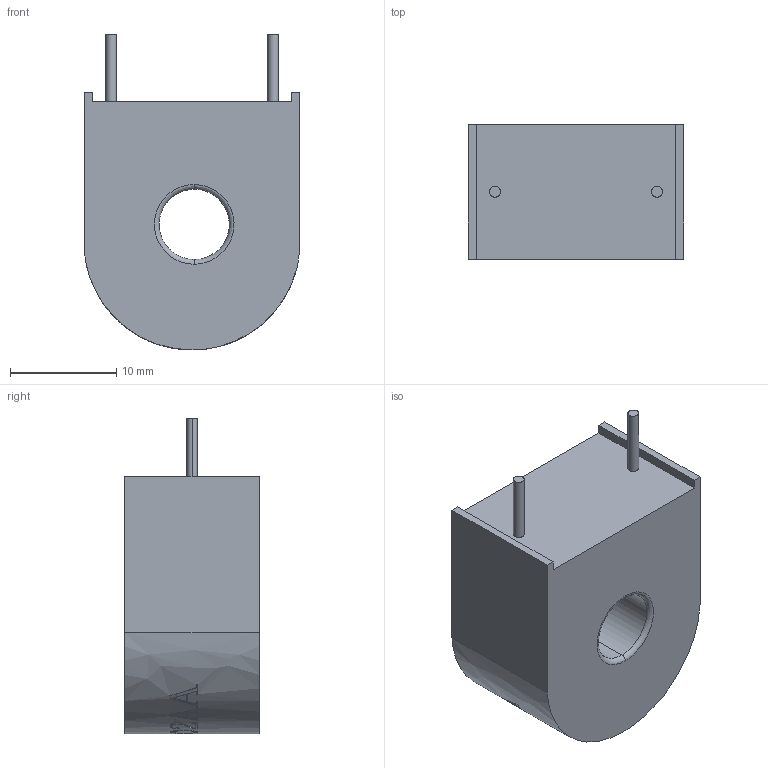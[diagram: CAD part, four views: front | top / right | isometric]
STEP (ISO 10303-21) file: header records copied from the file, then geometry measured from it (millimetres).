
FILE_DESCRIPTION(('FreeCAD Model'),'2;1');
FILE_NAME('Open CASCADE Shape Model','2025-04-29T10:49:55',('FreeCAD'),( 'FreeCAD'),'Open CASCADE STEP processor 7.6','FreeCAD','Unknown');
FILE_SCHEMA(('AUTOMOTIVE_DESIGN { 1 0 10303 214 1 1 1 1 }'));
Length unit declared in the file: millimetre
Products named in the file (1): Open CASCADE STEP translator 7.6 1
Bounding box: 20.29 x 12.68 x 29.68 mm (x, y, z)
Volume: 5041.6 mm3; surface area: 5079.4 mm2
Topology: 2 solids, 2 shells, 205 faces, 553 edges, 368 vertices
Faces by surface type: bspline 205
Entity records: 9207 total; most frequent: CARTESIAN_POINT 5900, ORIENTED_EDGE 1106, EDGE_CURVE 553, B_SPLINE_CURVE_WITH_KNOTS 433, VERTEX_POINT 368, FACE_BOUND 225, EDGE_LOOP 225, ADVANCED_FACE 205
